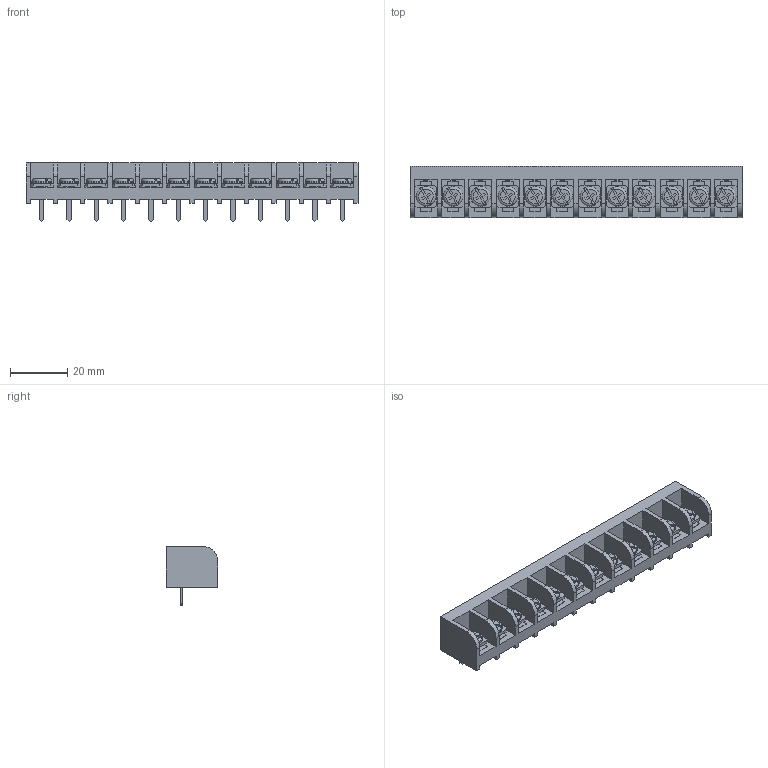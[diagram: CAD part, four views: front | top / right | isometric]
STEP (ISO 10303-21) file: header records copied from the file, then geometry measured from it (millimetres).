
FILE_DESCRIPTION(/* description */ ('model of TerminalBlock_Ningbo-Kagnex_HB9500_1x12_P9.5mm'),/* implementation_level */ '2;1');
FILE_NAME(/* name */ 'TerminalBlock_Ningbo-Kagnex_HB9500_1x12_P9.5mm.step',/* time_stamp */ '1970-01-01T00:00:00',/* author */ ('KiCAD','kicad'),/* organization */ ('OCCT'),/* preprocessor_version */ '',/* originating_system */ 'KiCAD',/* authorisation */ '');
FILE_SCHEMA(('AUTOMOTIVE_DESIGN { 1 0 10303 214 1 1 1 1 }'));
Length unit declared in the file: millimetre
Products named in the file (1): TerminalBlock_Ningbo-Kagnex_HB9500_1x12_P9.5mm
Bounding box: 115.5 x 17.8 x 20.5 mm (x, y, z)
Volume: 15677.2 mm3; surface area: 12602.6 mm2
Topology: 1 solids, 1 shells, 631 faces, 1779 edges, 1186 vertices
Faces by surface type: plane 582, cylinder 25, torus 24
Full cylindrical faces by diameter (mm): 6.84 x12
Entity records: 13476 total; most frequent: CARTESIAN_POINT 2706, ORIENTED_EDGE 2450, EDGE_CURVE 1779, LINE 1345, VERTEX_POINT 1186, FACE_BOUND 667, EDGE_LOOP 667, ADVANCED_FACE 631
